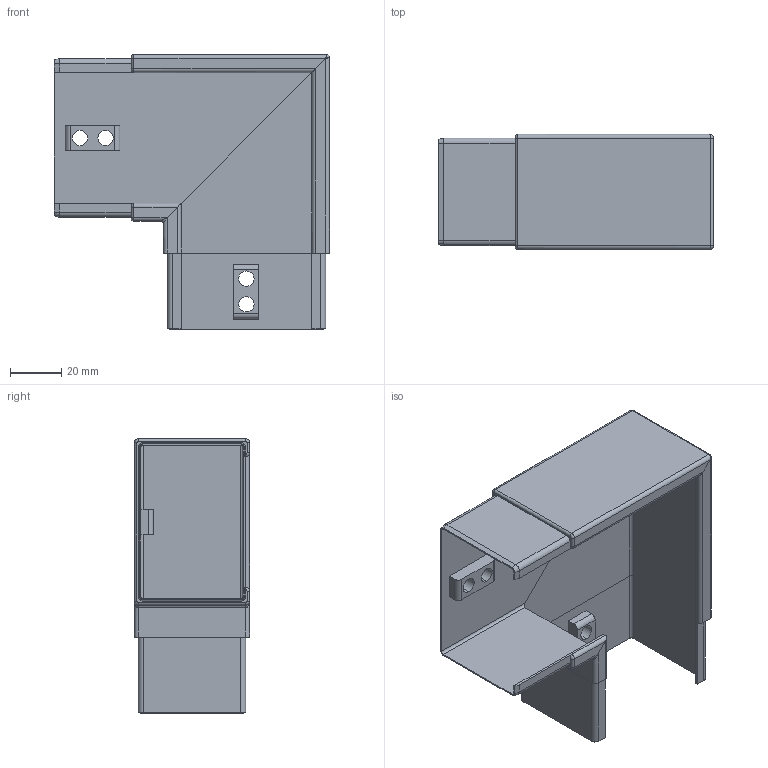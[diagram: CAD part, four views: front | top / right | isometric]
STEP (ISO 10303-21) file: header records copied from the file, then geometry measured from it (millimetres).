
FILE_DESCRIPTION (( 'STEP AP203' ), '1' );
FILE_NAME ('3D_GN6015_60x40_188461210.STEP', '2024-09-25T07:02:46', ( '' ), ( '' ), 'SwSTEP 2.0', 'SolidWorks 2024', '' );
FILE_SCHEMA (( 'CONFIG_CONTROL_DESIGN' ));
Length unit declared in the file: millimetre
Products named in the file (1): 3D_GN6015_60x40_188461210
Bounding box: 107.5 x 45 x 107.25 mm (x, y, z)
Volume: 45825.4 mm3; surface area: 48047.4 mm2
Topology: 1 solids, 1 shells, 128 faces, 307 edges, 179 vertices
Faces by surface type: plane 59, cylinder 51, cone 8, torus 6, bspline 4
Entity records: 3847 total; most frequent: CARTESIAN_POINT 817, DIRECTION 630, ORIENTED_EDGE 606, EDGE_CURVE 303, AXIS2_PLACEMENT_3D 216, LINE 198, VECTOR 198, VERTEX_POINT 179
